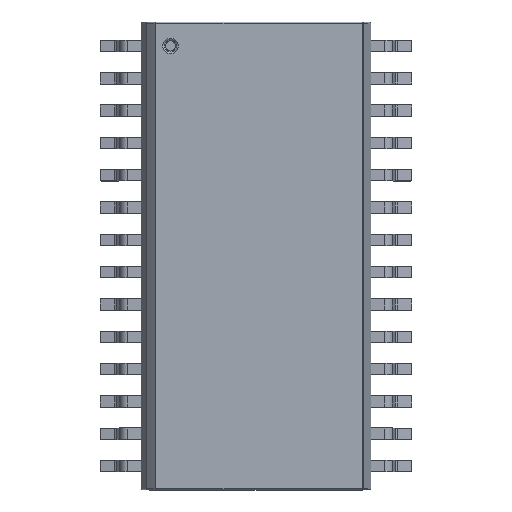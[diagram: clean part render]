
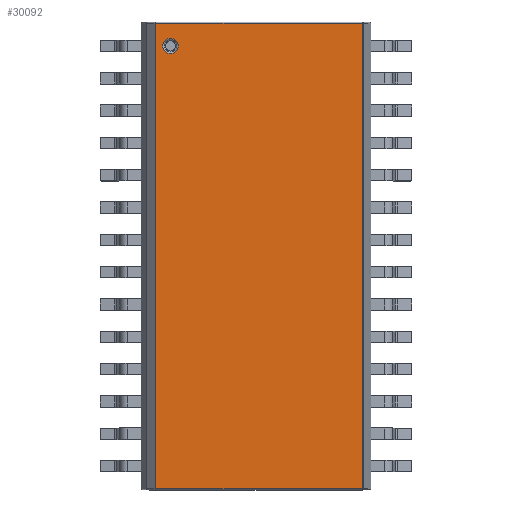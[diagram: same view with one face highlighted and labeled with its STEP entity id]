
A CAD part, top view. The second image highlights one B-rep face of the part: STEP entity #30092.
In plain terms, the highlighted planar face has unit normal (0, 0, 1).
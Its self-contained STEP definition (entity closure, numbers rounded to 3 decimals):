
#28109 = CYLINDRICAL_SURFACE('',#28110,0.05);
#28110 = AXIS2_PLACEMENT_3D('',#28111,#28112,#28113);
#28111 = CARTESIAN_POINT('',(4.21,9.145,2.59));
#28112 = DIRECTION('',(-1.,-0.,0.));
#28113 = DIRECTION('',(-0.,1.,0.));
#28355 = CYLINDRICAL_SURFACE('',#28356,0.05);
#28356 = AXIS2_PLACEMENT_3D('',#28357,#28358,#28359);
#28357 = CARTESIAN_POINT('',(4.21,-9.145,2.59));
#28358 = DIRECTION('',(-1.,-0.,0.));
#28359 = DIRECTION('',(0.,-1.,0.));
#29113 = VERTEX_POINT('',#29114);
#29114 = CARTESIAN_POINT('',(4.172,9.145,2.64));
#29134 = EDGE_CURVE('',#29113,#29135,#29137,.T.);
#29135 = VERTEX_POINT('',#29136);
#29136 = CARTESIAN_POINT('',(-3.933,9.145,2.64));
#29137 = SURFACE_CURVE('',#29138,(#29142,#29149),.PCURVE_S1.);
#29138 = LINE('',#29139,#29140);
#29139 = CARTESIAN_POINT('',(4.21,9.145,2.64));
#29140 = VECTOR('',#29141,1.);
#29141 = DIRECTION('',(-1.,-0.,0.));
#29142 = PCURVE('',#28109,#29143);
#29143 = DEFINITIONAL_REPRESENTATION('',(#29144),#29148);
#29144 = LINE('',#29145,#29146);
#29145 = CARTESIAN_POINT('',(-1.571,0.));
#29146 = VECTOR('',#29147,1.);
#29147 = DIRECTION('',(-0.,1.));
#29148 = ( GEOMETRIC_REPRESENTATION_CONTEXT(2) 
PARAMETRIC_REPRESENTATION_CONTEXT() REPRESENTATION_CONTEXT('2D SPACE',''
  ) );
#29149 = PCURVE('',#29150,#29155);
#29150 = PLANE('',#29151);
#29151 = AXIS2_PLACEMENT_3D('',#29152,#29153,#29154);
#29152 = CARTESIAN_POINT('',(4.21,9.195,2.64));
#29153 = DIRECTION('',(0.,0.,-1.));
#29154 = DIRECTION('',(-1.,-0.,0.));
#29155 = DEFINITIONAL_REPRESENTATION('',(#29156),#29160);
#29156 = LINE('',#29157,#29158);
#29157 = CARTESIAN_POINT('',(0.,-0.05));
#29158 = VECTOR('',#29159,1.);
#29159 = DIRECTION('',(1.,0.));
#29160 = ( GEOMETRIC_REPRESENTATION_CONTEXT(2) 
PARAMETRIC_REPRESENTATION_CONTEXT() REPRESENTATION_CONTEXT('2D SPACE',''
  ) );
#29586 = VERTEX_POINT('',#29587);
#29587 = CARTESIAN_POINT('',(4.172,-9.145,2.64));
#29607 = EDGE_CURVE('',#29586,#29608,#29610,.T.);
#29608 = VERTEX_POINT('',#29609);
#29609 = CARTESIAN_POINT('',(-3.933,-9.145,2.64));
#29610 = SURFACE_CURVE('',#29611,(#29615,#29622),.PCURVE_S1.);
#29611 = LINE('',#29612,#29613);
#29612 = CARTESIAN_POINT('',(4.21,-9.145,2.64));
#29613 = VECTOR('',#29614,1.);
#29614 = DIRECTION('',(-1.,-0.,0.));
#29615 = PCURVE('',#28355,#29616);
#29616 = DEFINITIONAL_REPRESENTATION('',(#29617),#29621);
#29617 = LINE('',#29618,#29619);
#29618 = CARTESIAN_POINT('',(1.571,0.));
#29619 = VECTOR('',#29620,1.);
#29620 = DIRECTION('',(0.,1.));
#29621 = ( GEOMETRIC_REPRESENTATION_CONTEXT(2) 
PARAMETRIC_REPRESENTATION_CONTEXT() REPRESENTATION_CONTEXT('2D SPACE',''
  ) );
#29622 = PCURVE('',#29150,#29623);
#29623 = DEFINITIONAL_REPRESENTATION('',(#29624),#29628);
#29624 = LINE('',#29625,#29626);
#29625 = CARTESIAN_POINT('',(0.,-18.34));
#29626 = VECTOR('',#29627,1.);
#29627 = DIRECTION('',(1.,0.));
#29628 = ( GEOMETRIC_REPRESENTATION_CONTEXT(2) 
PARAMETRIC_REPRESENTATION_CONTEXT() REPRESENTATION_CONTEXT('2D SPACE',''
  ) );
#29975 = CYLINDRICAL_SURFACE('',#29976,0.05);
#29976 = AXIS2_PLACEMENT_3D('',#29977,#29978,#29979);
#29977 = CARTESIAN_POINT('',(4.172,9.195,2.59));
#29978 = DIRECTION('',(0.,-1.,0.));
#29979 = DIRECTION('',(0.966,0.,0.259
    ));
#30034 = CYLINDRICAL_SURFACE('',#30035,0.05);
#30035 = AXIS2_PLACEMENT_3D('',#30036,#30037,#30038);
#30036 = CARTESIAN_POINT('',(-3.933,9.195,2.59));
#30037 = DIRECTION('',(0.,-1.,0.));
#30038 = DIRECTION('',(0.,0.,1.));
#30092 = ADVANCED_FACE('',(#30093,#30139),#29150,.F.);
#30093 = FACE_BOUND('',#30094,.F.);
#30094 = EDGE_LOOP('',(#30095,#30096,#30117,#30118));
#30095 = ORIENTED_EDGE('',*,*,#29134,.F.);
#30096 = ORIENTED_EDGE('',*,*,#30097,.T.);
#30097 = EDGE_CURVE('',#29113,#29586,#30098,.T.);
#30098 = SURFACE_CURVE('',#30099,(#30103,#30110),.PCURVE_S1.);
#30099 = LINE('',#30100,#30101);
#30100 = CARTESIAN_POINT('',(4.172,9.195,2.64));
#30101 = VECTOR('',#30102,1.);
#30102 = DIRECTION('',(0.,-1.,0.));
#30103 = PCURVE('',#29150,#30104);
#30104 = DEFINITIONAL_REPRESENTATION('',(#30105),#30109);
#30105 = LINE('',#30106,#30107);
#30106 = CARTESIAN_POINT('',(0.038,0.));
#30107 = VECTOR('',#30108,1.);
#30108 = DIRECTION('',(0.,-1.));
#30109 = ( GEOMETRIC_REPRESENTATION_CONTEXT(2) 
PARAMETRIC_REPRESENTATION_CONTEXT() REPRESENTATION_CONTEXT('2D SPACE',''
  ) );
#30110 = PCURVE('',#29975,#30111);
#30111 = DEFINITIONAL_REPRESENTATION('',(#30112),#30116);
#30112 = LINE('',#30113,#30114);
#30113 = CARTESIAN_POINT('',(1.309,0.));
#30114 = VECTOR('',#30115,1.);
#30115 = DIRECTION('',(0.,1.));
#30116 = ( GEOMETRIC_REPRESENTATION_CONTEXT(2) 
PARAMETRIC_REPRESENTATION_CONTEXT() REPRESENTATION_CONTEXT('2D SPACE',''
  ) );
#30117 = ORIENTED_EDGE('',*,*,#29607,.T.);
#30118 = ORIENTED_EDGE('',*,*,#30119,.F.);
#30119 = EDGE_CURVE('',#29135,#29608,#30120,.T.);
#30120 = SURFACE_CURVE('',#30121,(#30125,#30132),.PCURVE_S1.);
#30121 = LINE('',#30122,#30123);
#30122 = CARTESIAN_POINT('',(-3.933,9.195,2.64));
#30123 = VECTOR('',#30124,1.);
#30124 = DIRECTION('',(0.,-1.,0.));
#30125 = PCURVE('',#29150,#30126);
#30126 = DEFINITIONAL_REPRESENTATION('',(#30127),#30131);
#30127 = LINE('',#30128,#30129);
#30128 = CARTESIAN_POINT('',(8.143,0.));
#30129 = VECTOR('',#30130,1.);
#30130 = DIRECTION('',(0.,-1.));
#30131 = ( GEOMETRIC_REPRESENTATION_CONTEXT(2) 
PARAMETRIC_REPRESENTATION_CONTEXT() REPRESENTATION_CONTEXT('2D SPACE',''
  ) );
#30132 = PCURVE('',#30034,#30133);
#30133 = DEFINITIONAL_REPRESENTATION('',(#30134),#30138);
#30134 = LINE('',#30135,#30136);
#30135 = CARTESIAN_POINT('',(0.,0.));
#30136 = VECTOR('',#30137,1.);
#30137 = DIRECTION('',(0.,1.));
#30138 = ( GEOMETRIC_REPRESENTATION_CONTEXT(2) 
PARAMETRIC_REPRESENTATION_CONTEXT() REPRESENTATION_CONTEXT('2D SPACE',''
  ) );
#30139 = FACE_BOUND('',#30140,.F.);
#30140 = EDGE_LOOP('',(#30141));
#30141 = ORIENTED_EDGE('',*,*,#30142,.T.);
#30142 = EDGE_CURVE('',#30143,#30143,#30145,.T.);
#30143 = VERTEX_POINT('',#30144);
#30144 = CARTESIAN_POINT('',(-3.06,8.255,2.64));
#30145 = SURFACE_CURVE('',#30146,(#30151,#30162),.PCURVE_S1.);
#30146 = CIRCLE('',#30147,0.3);
#30147 = AXIS2_PLACEMENT_3D('',#30148,#30149,#30150);
#30148 = CARTESIAN_POINT('',(-3.36,8.255,2.64));
#30149 = DIRECTION('',(0.,0.,1.));
#30150 = DIRECTION('',(1.,0.,0.));
#30151 = PCURVE('',#29150,#30152);
#30152 = DEFINITIONAL_REPRESENTATION('',(#30153),#30161);
#30153 = ( BOUNDED_CURVE() B_SPLINE_CURVE(2,(#30154,#30155,#30156,#30157
    ,#30158,#30159,#30160),.UNSPECIFIED.,.T.,.F.) 
B_SPLINE_CURVE_WITH_KNOTS((1,2,2,2,2,1),(-2.094,0.,
    2.094,4.189,6.283,8.378),
.UNSPECIFIED.) CURVE() GEOMETRIC_REPRESENTATION_ITEM() 
RATIONAL_B_SPLINE_CURVE((1.,0.5,1.,0.5,1.,0.5,1.)) REPRESENTATION_ITEM(
  '') );
#30154 = CARTESIAN_POINT('',(7.27,-0.94));
#30155 = CARTESIAN_POINT('',(7.27,-0.42));
#30156 = CARTESIAN_POINT('',(7.72,-0.68));
#30157 = CARTESIAN_POINT('',(8.17,-0.94));
#30158 = CARTESIAN_POINT('',(7.72,-1.2));
#30159 = CARTESIAN_POINT('',(7.27,-1.46));
#30160 = CARTESIAN_POINT('',(7.27,-0.94));
#30161 = ( GEOMETRIC_REPRESENTATION_CONTEXT(2) 
PARAMETRIC_REPRESENTATION_CONTEXT() REPRESENTATION_CONTEXT('2D SPACE',''
  ) );
#30162 = PCURVE('',#30163,#30168);
#30163 = TOROIDAL_SURFACE('',#30164,0.3,0.05);
#30164 = AXIS2_PLACEMENT_3D('',#30165,#30166,#30167);
#30165 = CARTESIAN_POINT('',(-3.36,8.255,2.59));
#30166 = DIRECTION('',(0.,0.,1.));
#30167 = DIRECTION('',(1.,0.,0.));
#30168 = DEFINITIONAL_REPRESENTATION('',(#30169),#30173);
#30169 = LINE('',#30170,#30171);
#30170 = CARTESIAN_POINT('',(0.,1.571));
#30171 = VECTOR('',#30172,1.);
#30172 = DIRECTION('',(1.,0.));
#30173 = ( GEOMETRIC_REPRESENTATION_CONTEXT(2) 
PARAMETRIC_REPRESENTATION_CONTEXT() REPRESENTATION_CONTEXT('2D SPACE',''
  ) );
